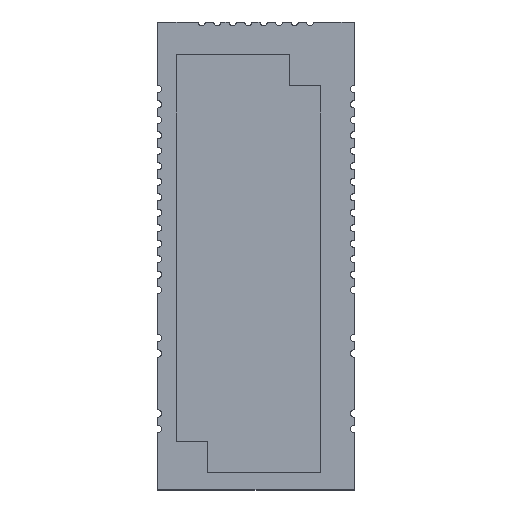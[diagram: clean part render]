
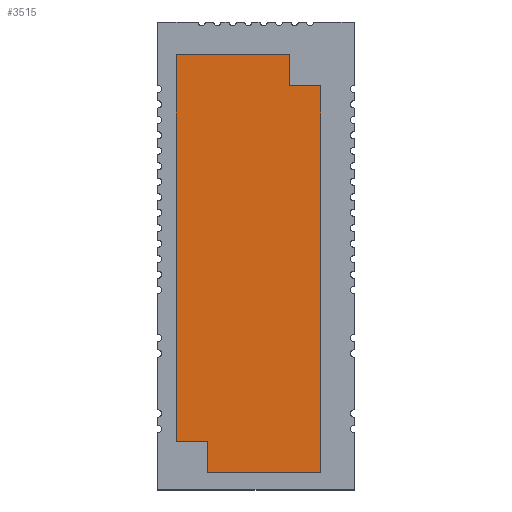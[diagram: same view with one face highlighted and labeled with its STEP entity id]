
A CAD part, top view. The second image highlights one B-rep face of the part: STEP entity #3515.
In plain terms, the highlighted planar face has unit normal (0, 0, 1).
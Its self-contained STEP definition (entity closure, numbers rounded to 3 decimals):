
#187 = ORIENTED_EDGE ( 'NONE', *, *, #2776, .F. ) ;
#251 = CARTESIAN_POINT ( 'NONE',  ( 13.35, 33.15, 3.6 ) ) ;
#385 = EDGE_CURVE ( 'NONE', #1858, #1693, #3625, .T. ) ;
#402 = VERTEX_POINT ( 'NONE', #3993 ) ;
#557 = EDGE_LOOP ( 'NONE', ( #187, #2739, #3819, #2087, #2937, #4067, #4080, #2318 ) ) ;
#609 = VERTEX_POINT ( 'NONE', #3491 ) ;
#644 = CARTESIAN_POINT ( 'NONE',  ( 13.35, 1.4, 3.6 ) ) ;
#656 = EDGE_CURVE ( 'NONE', #2234, #402, #1968, .T. ) ;
#715 = CARTESIAN_POINT ( 'NONE',  ( 0., 0., 3.6 ) ) ;
#716 = LINE ( 'NONE', #2347, #2547 ) ;
#771 = VECTOR ( 'NONE', #3787, 1000. ) ;
#1007 = EDGE_CURVE ( 'NONE', #402, #3727, #3123, .T. ) ;
#1022 = CARTESIAN_POINT ( 'NONE',  ( 10.8, 35.7, 3.6 ) ) ;
#1028 = CARTESIAN_POINT ( 'NONE',  ( 4.05, 1.4, 3.6 ) ) ;
#1081 = CARTESIAN_POINT ( 'NONE',  ( 1.5, 35.7, 3.6 ) ) ;
#1163 = EDGE_CURVE ( 'NONE', #609, #2133, #2865, .T. ) ;
#1360 = CARTESIAN_POINT ( 'NONE',  ( 1.5, 3.95, 3.6 ) ) ;
#1385 = DIRECTION ( 'NONE',  ( 0., 0., 1. ) ) ;
#1420 = LINE ( 'NONE', #2951, #2752 ) ;
#1552 = EDGE_CURVE ( 'NONE', #609, #3349, #2695, .T. ) ;
#1614 = VECTOR ( 'NONE', #1616, 1000. ) ;
#1616 = DIRECTION ( 'NONE',  ( 0., -1., 0. ) ) ;
#1693 = VERTEX_POINT ( 'NONE', #1360 ) ;
#1760 = VECTOR ( 'NONE', #2012, 1000. ) ;
#1858 = VERTEX_POINT ( 'NONE', #3964 ) ;
#1883 = CARTESIAN_POINT ( 'NONE',  ( 13.35, 33.15, 3.6 ) ) ;
#1968 = LINE ( 'NONE', #3820, #1614 ) ;
#2012 = DIRECTION ( 'NONE',  ( -1., 0., 0. ) ) ;
#2039 = DIRECTION ( 'NONE',  ( 0., -1., 0. ) ) ;
#2087 = ORIENTED_EDGE ( 'NONE', *, *, #2229, .T. ) ;
#2133 = VERTEX_POINT ( 'NONE', #644 ) ;
#2204 = LINE ( 'NONE', #3922, #1760 ) ;
#2229 = EDGE_CURVE ( 'NONE', #2133, #3727, #1420, .T. ) ;
#2234 = VERTEX_POINT ( 'NONE', #1022 ) ;
#2318 = ORIENTED_EDGE ( 'NONE', *, *, #385, .T. ) ;
#2347 = CARTESIAN_POINT ( 'NONE',  ( 1.5, 35.7, 3.6 ) ) ;
#2368 = VECTOR ( 'NONE', #3826, 1000. ) ;
#2547 = VECTOR ( 'NONE', #2693, 1000. ) ;
#2569 = DIRECTION ( 'NONE',  ( 0., 1., 0. ) ) ;
#2651 = DIRECTION ( 'NONE',  ( 1., 0., 0. ) ) ;
#2676 = AXIS2_PLACEMENT_3D ( 'NONE', #715, #1385, #2651 ) ;
#2693 = DIRECTION ( 'NONE',  ( -1., 0., 0. ) ) ;
#2695 = LINE ( 'NONE', #1028, #3748 ) ;
#2739 = ORIENTED_EDGE ( 'NONE', *, *, #1552, .F. ) ;
#2752 = VECTOR ( 'NONE', #3865, 1000. ) ;
#2776 = EDGE_CURVE ( 'NONE', #3349, #1693, #2204, .T. ) ;
#2784 = EDGE_CURVE ( 'NONE', #2234, #1858, #716, .T. ) ;
#2865 = LINE ( 'NONE', #3601, #2368 ) ;
#2937 = ORIENTED_EDGE ( 'NONE', *, *, #1007, .F. ) ;
#2951 = CARTESIAN_POINT ( 'NONE',  ( 13.35, 35.7, 3.6 ) ) ;
#3053 = FACE_OUTER_BOUND ( 'NONE', #557, .T. ) ;
#3123 = LINE ( 'NONE', #251, #771 ) ;
#3349 = VERTEX_POINT ( 'NONE', #3988 ) ;
#3491 = CARTESIAN_POINT ( 'NONE',  ( 4.05, 1.4, 3.6 ) ) ;
#3515 = ADVANCED_FACE ( 'NONE', ( #3053 ), #3947, .T. ) ;
#3601 = CARTESIAN_POINT ( 'NONE',  ( 1.5, 1.4, 3.6 ) ) ;
#3625 = LINE ( 'NONE', #1081, #3720 ) ;
#3720 = VECTOR ( 'NONE', #2039, 1000. ) ;
#3727 = VERTEX_POINT ( 'NONE', #1883 ) ;
#3748 = VECTOR ( 'NONE', #2569, 1000. ) ;
#3787 = DIRECTION ( 'NONE',  ( 1., 0., 0. ) ) ;
#3819 = ORIENTED_EDGE ( 'NONE', *, *, #1163, .T. ) ;
#3820 = CARTESIAN_POINT ( 'NONE',  ( 10.8, 35.7, 3.6 ) ) ;
#3826 = DIRECTION ( 'NONE',  ( 1., 0., 0. ) ) ;
#3865 = DIRECTION ( 'NONE',  ( 0., 1., 0. ) ) ;
#3922 = CARTESIAN_POINT ( 'NONE',  ( 1.5, 3.95, 3.6 ) ) ;
#3947 = PLANE ( 'NONE',  #2676 ) ;
#3964 = CARTESIAN_POINT ( 'NONE',  ( 1.5, 35.7, 3.6 ) ) ;
#3988 = CARTESIAN_POINT ( 'NONE',  ( 4.05, 3.95, 3.6 ) ) ;
#3993 = CARTESIAN_POINT ( 'NONE',  ( 10.8, 33.15, 3.6 ) ) ;
#4067 = ORIENTED_EDGE ( 'NONE', *, *, #656, .F. ) ;
#4080 = ORIENTED_EDGE ( 'NONE', *, *, #2784, .T. ) ;
